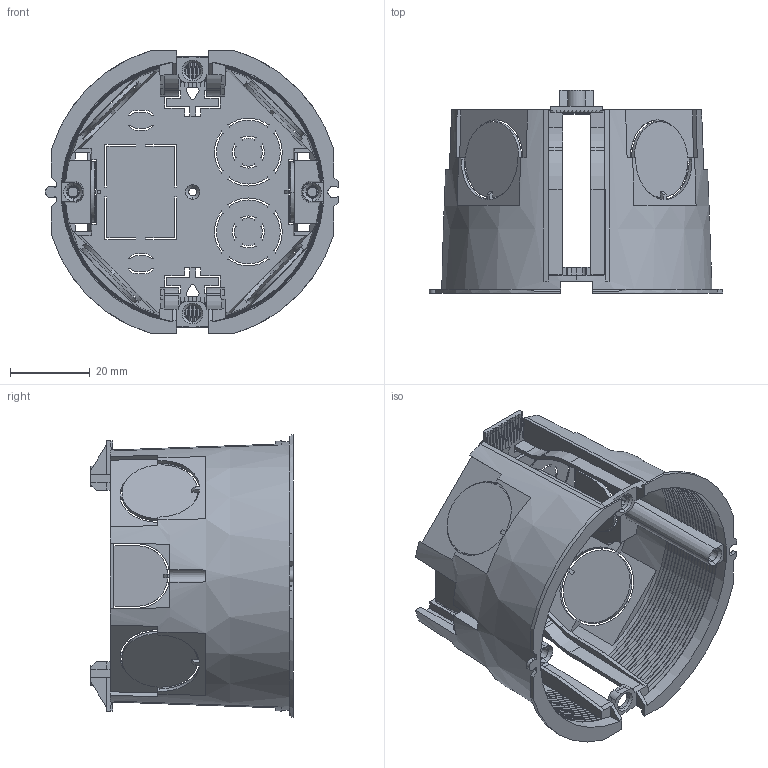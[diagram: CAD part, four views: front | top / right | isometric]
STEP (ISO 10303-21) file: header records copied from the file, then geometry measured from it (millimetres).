
FILE_DESCRIPTION (( 'STEP AP214' ), '1' );
FILE_NAME ('UKG 10-68-45-000-P-UOñ.STEP', '2021-12-08T11:16:11', ( '' ), ( '' ), 'SwSTEP 2.0', 'SolidWorks 2021', '' );
FILE_SCHEMA (( 'AUTOMOTIVE_DESIGN' ));
Length unit declared in the file: millimetre
Products named in the file (1): UKG 10-68-45-000-P-UOñ
Bounding box: 73.6 x 50.85 x 70.9 mm (x, y, z)
Volume: 14379.4 mm3; surface area: 29786.8 mm2
Topology: 1 solids, 1 shells, 1074 faces, 3157 edges, 2033 vertices
Faces by surface type: plane 800, cone 159, cylinder 92, bspline 23
Entity records: 47737 total; most frequent: CARTESIAN_POINT 8019, ORIENTED_EDGE 6314, DIRECTION 5239, EDGE_CURVE 3157, LINE 2203, VECTOR 2203, VERTEX_POINT 2033, AXIS2_PLACEMENT_3D 1518
